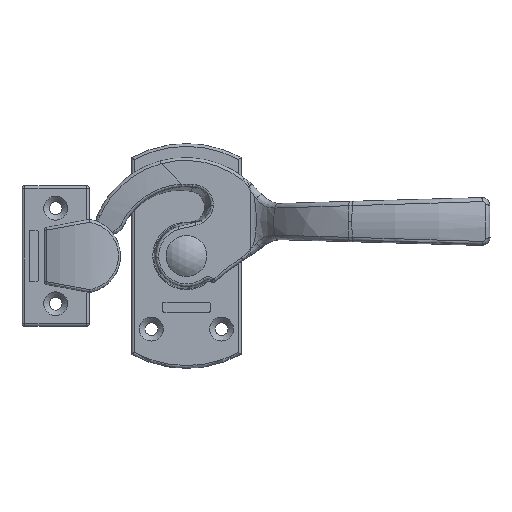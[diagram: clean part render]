
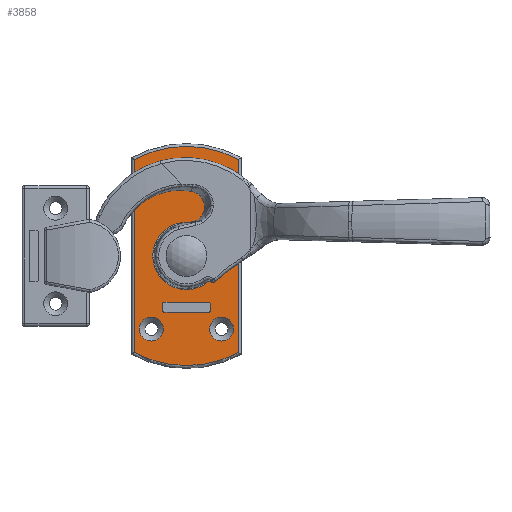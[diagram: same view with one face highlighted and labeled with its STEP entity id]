
A CAD part, top view. The second image highlights one B-rep face of the part: STEP entity #3858.
In plain terms, the highlighted planar face has unit normal (0, 0, 1).
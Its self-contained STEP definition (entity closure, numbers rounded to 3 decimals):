
#389=LINE('',#5769,#591);
#391=LINE('',#5806,#593);
#397=LINE('',#5833,#599);
#398=LINE('',#5837,#600);
#399=LINE('',#5841,#601);
#400=LINE('',#5844,#602);
#591=VECTOR('',#4703,68.666);
#593=VECTOR('',#4713,68.666);
#599=VECTOR('',#4739,16.);
#600=VECTOR('',#4742,2.5);
#601=VECTOR('',#4745,16.);
#602=VECTOR('',#4748,2.5);
#757=PLANE('',#4164);
#812=FACE_BOUND('',#1169,.T.);
#813=FACE_BOUND('',#1170,.T.);
#814=FACE_BOUND('',#1171,.T.);
#815=FACE_BOUND('',#1172,.T.);
#816=FACE_BOUND('',#1173,.T.);
#817=FACE_BOUND('',#1174,.T.);
#908=FACE_OUTER_BOUND('',#1168,.T.);
#1168=EDGE_LOOP('',(#2771,#2772,#2773,#2774));
#1169=EDGE_LOOP('',(#2775));
#1170=EDGE_LOOP('',(#2776));
#1171=EDGE_LOOP('',(#2777));
#1172=EDGE_LOOP('',(#2778));
#1173=EDGE_LOOP('',(#2779));
#1174=EDGE_LOOP('',(#2780,#2781,#2782,#2783,#2784,#2785,#2786,#2787));
#1481=CIRCLE('',#4154,39.);
#1483=CIRCLE('',#4158,39.);
#1486=CIRCLE('',#4165,12.);
#1487=CIRCLE('',#4166,4.25);
#1488=CIRCLE('',#4167,4.25);
#1489=CIRCLE('',#4168,4.25);
#1490=CIRCLE('',#4169,4.25);
#1491=CIRCLE('',#4170,0.5);
#1492=CIRCLE('',#4171,0.5);
#1493=CIRCLE('',#4172,0.5);
#1494=CIRCLE('',#4173,0.5);
#1724=VERTEX_POINT('',#5733);
#1725=VERTEX_POINT('',#5734);
#1728=VERTEX_POINT('',#5768);
#1730=VERTEX_POINT('',#5787);
#1735=VERTEX_POINT('',#5819);
#1736=VERTEX_POINT('',#5821);
#1737=VERTEX_POINT('',#5823);
#1738=VERTEX_POINT('',#5825);
#1739=VERTEX_POINT('',#5827);
#1740=VERTEX_POINT('',#5829);
#1741=VERTEX_POINT('',#5830);
#1742=VERTEX_POINT('',#5832);
#1743=VERTEX_POINT('',#5834);
#1744=VERTEX_POINT('',#5836);
#1745=VERTEX_POINT('',#5838);
#1746=VERTEX_POINT('',#5840);
#1747=VERTEX_POINT('',#5842);
#2118=EDGE_CURVE('',#1724,#1725,#1481,.T.);
#2122=EDGE_CURVE('',#1725,#1728,#389,.T.);
#2125=EDGE_CURVE('',#1728,#1730,#1483,.T.);
#2128=EDGE_CURVE('',#1730,#1724,#391,.T.);
#2135=EDGE_CURVE('',#1735,#1735,#1486,.T.);
#2136=EDGE_CURVE('',#1736,#1736,#1487,.T.);
#2137=EDGE_CURVE('',#1737,#1737,#1488,.T.);
#2138=EDGE_CURVE('',#1738,#1738,#1489,.T.);
#2139=EDGE_CURVE('',#1739,#1739,#1490,.T.);
#2140=EDGE_CURVE('',#1740,#1741,#1491,.T.);
#2141=EDGE_CURVE('',#1741,#1742,#397,.T.);
#2142=EDGE_CURVE('',#1742,#1743,#1492,.T.);
#2143=EDGE_CURVE('',#1743,#1744,#398,.T.);
#2144=EDGE_CURVE('',#1744,#1745,#1493,.T.);
#2145=EDGE_CURVE('',#1745,#1746,#399,.T.);
#2146=EDGE_CURVE('',#1746,#1747,#1494,.T.);
#2147=EDGE_CURVE('',#1747,#1740,#400,.T.);
#2771=ORIENTED_EDGE('',*,*,#2118,.F.);
#2772=ORIENTED_EDGE('',*,*,#2128,.F.);
#2773=ORIENTED_EDGE('',*,*,#2125,.F.);
#2774=ORIENTED_EDGE('',*,*,#2122,.F.);
#2775=ORIENTED_EDGE('',*,*,#2135,.T.);
#2776=ORIENTED_EDGE('',*,*,#2136,.T.);
#2777=ORIENTED_EDGE('',*,*,#2137,.T.);
#2778=ORIENTED_EDGE('',*,*,#2138,.T.);
#2779=ORIENTED_EDGE('',*,*,#2139,.T.);
#2780=ORIENTED_EDGE('',*,*,#2140,.T.);
#2781=ORIENTED_EDGE('',*,*,#2141,.T.);
#2782=ORIENTED_EDGE('',*,*,#2142,.T.);
#2783=ORIENTED_EDGE('',*,*,#2143,.T.);
#2784=ORIENTED_EDGE('',*,*,#2144,.T.);
#2785=ORIENTED_EDGE('',*,*,#2145,.T.);
#2786=ORIENTED_EDGE('',*,*,#2146,.T.);
#2787=ORIENTED_EDGE('',*,*,#2147,.T.);
#3858=ADVANCED_FACE('',(#908,#812,#813,#814,#815,#816,#817),#757,.T.);
#4154=AXIS2_PLACEMENT_3D('',#5735,#4697,#4698);
#4158=AXIS2_PLACEMENT_3D('',#5788,#4707,#4708);
#4164=AXIS2_PLACEMENT_3D('',#5818,#4725,#4726);
#4165=AXIS2_PLACEMENT_3D('',#5820,#4727,#4728);
#4166=AXIS2_PLACEMENT_3D('',#5822,#4729,#4730);
#4167=AXIS2_PLACEMENT_3D('',#5824,#4731,#4732);
#4168=AXIS2_PLACEMENT_3D('',#5826,#4733,#4734);
#4169=AXIS2_PLACEMENT_3D('',#5828,#4735,#4736);
#4170=AXIS2_PLACEMENT_3D('',#5831,#4737,#4738);
#4171=AXIS2_PLACEMENT_3D('',#5835,#4740,#4741);
#4172=AXIS2_PLACEMENT_3D('',#5839,#4743,#4744);
#4173=AXIS2_PLACEMENT_3D('',#5843,#4746,#4747);
#4697=DIRECTION('center_axis',(0.,0.,-1.));
#4698=DIRECTION('ref_axis',(0.,-1.,0.));
#4703=DIRECTION('',(0.,1.,0.));
#4707=DIRECTION('center_axis',(0.,0.,-1.));
#4708=DIRECTION('ref_axis',(0.,1.,0.));
#4713=DIRECTION('',(0.,-1.,0.));
#4725=DIRECTION('center_axis',(0.,0.,1.));
#4726=DIRECTION('ref_axis',(1.,0.,0.));
#4727=DIRECTION('center_axis',(0.,0.,-1.));
#4728=DIRECTION('ref_axis',(-1.,0.,0.));
#4729=DIRECTION('center_axis',(0.,0.,-1.));
#4730=DIRECTION('ref_axis',(1.,0.,0.));
#4731=DIRECTION('center_axis',(0.,0.,-1.));
#4732=DIRECTION('ref_axis',(1.,0.,0.));
#4733=DIRECTION('center_axis',(0.,0.,-1.));
#4734=DIRECTION('ref_axis',(1.,0.,0.));
#4735=DIRECTION('center_axis',(0.,0.,-1.));
#4736=DIRECTION('ref_axis',(1.,0.,0.));
#4737=DIRECTION('center_axis',(0.,0.,-1.));
#4738=DIRECTION('ref_axis',(0.,-1.,0.));
#4739=DIRECTION('',(1.,0.,0.));
#4740=DIRECTION('center_axis',(0.,0.,-1.));
#4741=DIRECTION('ref_axis',(-1.,0.,0.));
#4742=DIRECTION('',(0.,-1.,0.));
#4743=DIRECTION('center_axis',(0.,0.,-1.));
#4744=DIRECTION('ref_axis',(0.,1.,0.));
#4745=DIRECTION('',(-1.,0.,0.));
#4746=DIRECTION('center_axis',(0.,0.,-1.));
#4747=DIRECTION('ref_axis',(1.,0.,0.));
#4748=DIRECTION('',(0.,1.,0.));
#5733=CARTESIAN_POINT('',(18.5,-34.333,5.));
#5734=CARTESIAN_POINT('',(-18.5,-34.333,5.));
#5735=CARTESIAN_POINT('Origin',(0.,0.,5.));
#5768=CARTESIAN_POINT('',(-18.5,34.333,5.));
#5769=CARTESIAN_POINT('',(-18.5,-17.462,5.));
#5787=CARTESIAN_POINT('',(18.5,34.333,5.));
#5788=CARTESIAN_POINT('Origin',(0.,0.,5.));
#5806=CARTESIAN_POINT('',(18.5,17.462,5.));
#5818=CARTESIAN_POINT('Origin',(0.,0.,5.));
#5819=CARTESIAN_POINT('',(12.,0.,5.));
#5820=CARTESIAN_POINT('Origin',(0.,0.,5.));
#5821=CARTESIAN_POINT('',(-16.75,26.,5.));
#5822=CARTESIAN_POINT('Origin',(-12.5,26.,5.));
#5823=CARTESIAN_POINT('',(8.25,26.,5.));
#5824=CARTESIAN_POINT('Origin',(12.5,26.,5.));
#5825=CARTESIAN_POINT('',(-16.75,-26.,5.));
#5826=CARTESIAN_POINT('Origin',(-12.5,-26.,5.));
#5827=CARTESIAN_POINT('',(8.25,-26.,5.));
#5828=CARTESIAN_POINT('Origin',(12.5,-26.,5.));
#5829=CARTESIAN_POINT('',(-8.5,-17.,5.));
#5830=CARTESIAN_POINT('',(-8.,-16.5,5.));
#5831=CARTESIAN_POINT('Origin',(-8.,-17.,5.));
#5832=CARTESIAN_POINT('',(8.,-16.5,5.));
#5833=CARTESIAN_POINT('',(4.,-16.5,5.));
#5834=CARTESIAN_POINT('',(8.5,-17.,5.));
#5835=CARTESIAN_POINT('Origin',(8.,-17.,5.));
#5836=CARTESIAN_POINT('',(8.5,-19.5,5.));
#5837=CARTESIAN_POINT('',(8.5,-9.75,5.));
#5838=CARTESIAN_POINT('',(8.,-20.,5.));
#5839=CARTESIAN_POINT('Origin',(8.,-19.5,5.));
#5840=CARTESIAN_POINT('',(-8.,-20.,5.));
#5841=CARTESIAN_POINT('',(-4.,-20.,5.));
#5842=CARTESIAN_POINT('',(-8.5,-19.5,5.));
#5843=CARTESIAN_POINT('Origin',(-8.,-19.5,5.));
#5844=CARTESIAN_POINT('',(-8.5,-8.5,5.));
